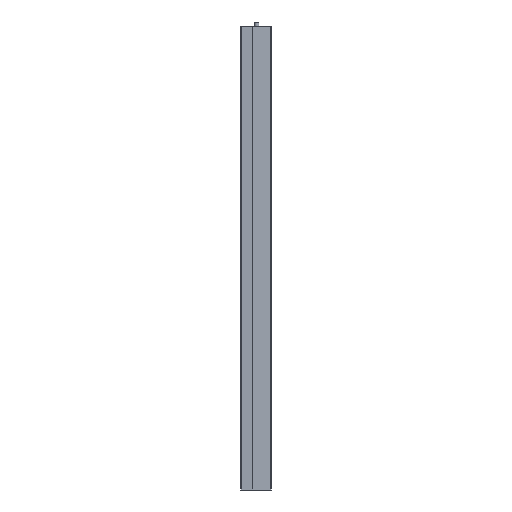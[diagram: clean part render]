
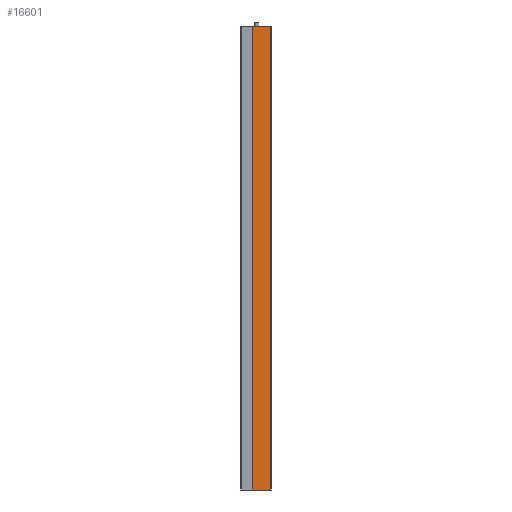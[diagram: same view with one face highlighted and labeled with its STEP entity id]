
A CAD part, left-side view. The second image highlights one B-rep face of the part: STEP entity #16601.
In plain terms, the highlighted face is planar.
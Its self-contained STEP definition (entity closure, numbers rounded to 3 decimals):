
#589 = ORIENTED_EDGE ( 'NONE', *, *, #29307, .T. ) ;
#3308 = VECTOR ( 'NONE', #14013, 1000. ) ;
#3911 = CARTESIAN_POINT ( 'NONE',  ( 8.25, 0.3, 354.5 ) ) ;
#4247 = VECTOR ( 'NONE', #5204, 1000. ) ;
#5084 = DIRECTION ( 'NONE',  ( -1., 0., 0. ) ) ;
#5204 = DIRECTION ( 'NONE',  ( 0., 1., 0. ) ) ;
#5613 = CARTESIAN_POINT ( 'NONE',  ( 8.25, 0.3, 354.5 ) ) ;
#6488 = CARTESIAN_POINT ( 'NONE',  ( 8.25, 0.3, 354.5 ) ) ;
#6526 = LINE ( 'NONE', #3911, #8192 ) ;
#8001 = CARTESIAN_POINT ( 'NONE',  ( 8.25, 0.3, -354.5 ) ) ;
#8177 = LINE ( 'NONE', #8001, #4247 ) ;
#8192 = VECTOR ( 'NONE', #25596, 1000. ) ;
#9480 = EDGE_CURVE ( 'NONE', #26579, #14702, #30294, .T. ) ;
#11891 = DIRECTION ( 'NONE',  ( 0., 0., -1. ) ) ;
#12575 = CARTESIAN_POINT ( 'NONE',  ( 8.25, 27.868, 354.5 ) ) ;
#12981 = VECTOR ( 'NONE', #11891, 1000. ) ;
#13127 = PLANE ( 'NONE',  #20001 ) ;
#14013 = DIRECTION ( 'NONE',  ( 0., 1., 0. ) ) ;
#14685 = CARTESIAN_POINT ( 'NONE',  ( 8.25, 27.868, 354.5 ) ) ;
#14702 = VERTEX_POINT ( 'NONE', #12575 ) ;
#16601 = ADVANCED_FACE ( 'NONE', ( #18566 ), #13127, .F. ) ;
#18566 = FACE_OUTER_BOUND ( 'NONE', #25301, .T. ) ;
#19194 = ORIENTED_EDGE ( 'NONE', *, *, #33409, .F. ) ;
#20001 = AXIS2_PLACEMENT_3D ( 'NONE', #5613, #5084, #21201 ) ;
#20028 = EDGE_CURVE ( 'NONE', #26579, #29511, #6526, .T. ) ;
#21201 = DIRECTION ( 'NONE',  ( 0., 0., 1. ) ) ;
#21571 = CARTESIAN_POINT ( 'NONE',  ( 8.25, 27.868, -354.5 ) ) ;
#22926 = VERTEX_POINT ( 'NONE', #21571 ) ;
#25222 = CARTESIAN_POINT ( 'NONE',  ( 8.25, 0.3, 354.5 ) ) ;
#25301 = EDGE_LOOP ( 'NONE', ( #589, #19194, #30961, #32003 ) ) ;
#25483 = CARTESIAN_POINT ( 'NONE',  ( 8.25, 0.3, -354.5 ) ) ;
#25596 = DIRECTION ( 'NONE',  ( 0., 0., -1. ) ) ;
#26579 = VERTEX_POINT ( 'NONE', #25222 ) ;
#28000 = LINE ( 'NONE', #14685, #12981 ) ;
#29307 = EDGE_CURVE ( 'NONE', #29511, #22926, #8177, .T. ) ;
#29511 = VERTEX_POINT ( 'NONE', #25483 ) ;
#30294 = LINE ( 'NONE', #6488, #3308 ) ;
#30961 = ORIENTED_EDGE ( 'NONE', *, *, #9480, .F. ) ;
#32003 = ORIENTED_EDGE ( 'NONE', *, *, #20028, .T. ) ;
#33409 = EDGE_CURVE ( 'NONE', #14702, #22926, #28000, .T. ) ;
